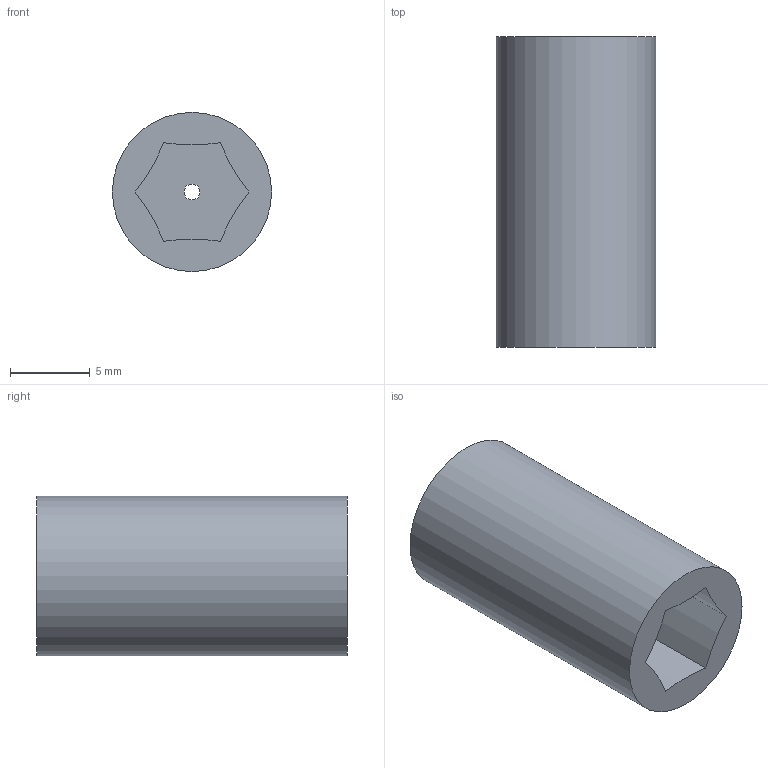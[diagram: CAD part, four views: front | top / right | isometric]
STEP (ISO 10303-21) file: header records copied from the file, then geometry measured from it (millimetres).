
FILE_DESCRIPTION(/* description */ (''),/* implementation_level */ '2;1');
FILE_NAME(/* name */ 'seegoals_adapter_puller_tool_v1.stp',/* time_stamp */ '2025-02-17T20:22:20+01:00',/* author */ ('Elev'),/* organization */ (''),/* preprocessor_version */ 'ST-DEVELOPER v19.2',/* originating_system */ 'Autodesk Inventor 2024',/* authorisation */ '');
FILE_SCHEMA (('AUTOMOTIVE_DESIGN { 1 0 10303 214 3 1 1 }'));
Length unit declared in the file: millimetre
Products named in the file (1): seegoals_adapter_puller_tool_v1
Bounding box: 10 x 19.5 x 10 mm (x, y, z)
Volume: 922.3 mm3; surface area: 1136.9 mm2
Topology: 1 solids, 1 shells, 12 faces, 30 edges, 22 vertices
Faces by surface type: bspline 6, plane 3, cylinder 2, cone 1
Full cylindrical faces by diameter (mm): 7 x1, 10 x1
Entity records: 431 total; most frequent: CARTESIAN_POINT 116, ORIENTED_EDGE 54, DIRECTION 41, EDGE_CURVE 27, VERTEX_POINT 18, AXIS2_PLACEMENT_3D 16, EDGE_LOOP 15, B_SPLINE_CURVE_WITH_KNOTS 12
